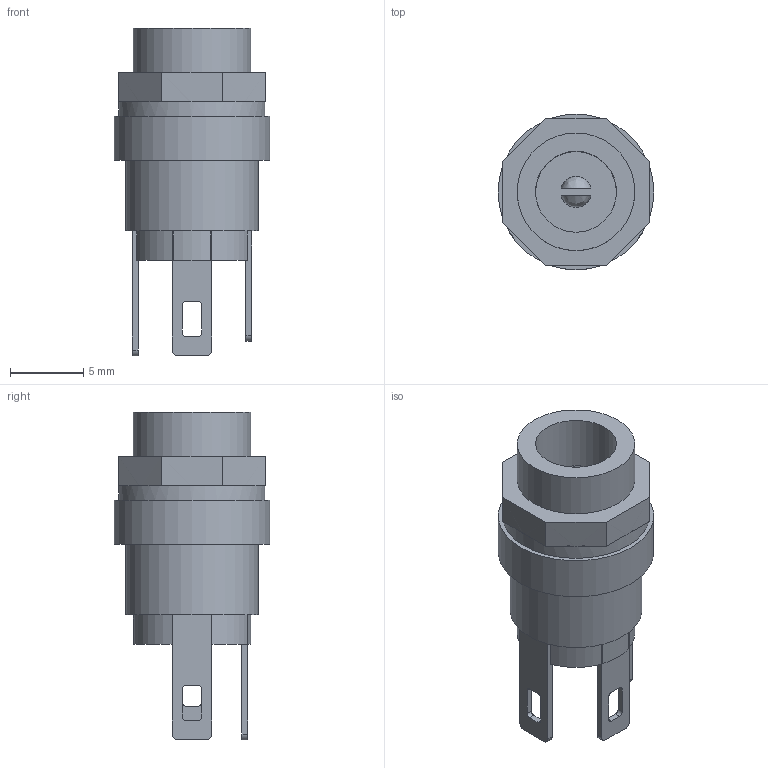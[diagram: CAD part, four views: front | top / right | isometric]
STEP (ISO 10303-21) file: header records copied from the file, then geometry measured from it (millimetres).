
FILE_DESCRIPTION(/* description */ (''),/* implementation_level */ '2;1');
FILE_NAME(/* name */ 'DC_Jack_5-5mm_2-1mm.step',/* time_stamp */ '2020-04-07T23:43:39+02:00',/* author */ (''),/* organization */ (''),/* preprocessor_version */ 'ST-DEVELOPER v18',/* originating_system */ 'Autodesk Translation Framework v8.12.0.6',/* authorisation */ '');
FILE_SCHEMA (('AUTOMOTIVE_DESIGN { 1 0 10303 214 3 1 1 }'));
Length unit declared in the file: centimetre
Products named in the file (1): DC_Jack
Bounding box: 10.6 x 10.6 x 22.3 mm (x, y, z)
Volume: 264.8 mm3; surface area: 1247.7 mm2
Topology: 1 solids, 11 shells, 88 faces, 267 edges, 191 vertices
Faces by surface type: plane 56, cylinder 30, bspline 2
Full cylindrical faces by diameter (mm): 5.5 x1, 5.503 x1, 8 x1, 9 x1, 10 x1, 10.6 x1
Entity records: 3131 total; most frequent: CARTESIAN_POINT 609, DIRECTION 522, ORIENTED_EDGE 460, EDGE_CURVE 267, VERTEX_POINT 191, LINE 182, VECTOR 182, AXIS2_PLACEMENT_3D 170
